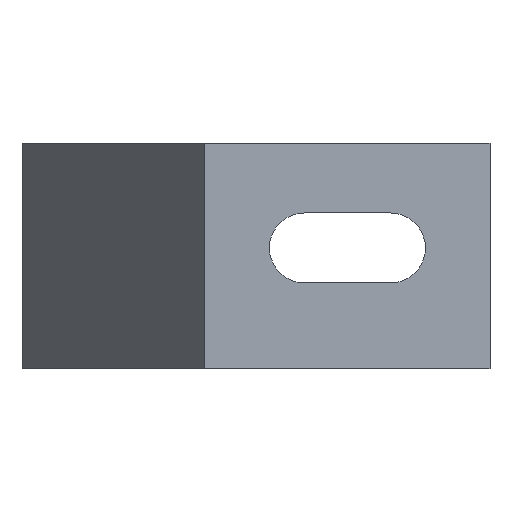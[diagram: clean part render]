
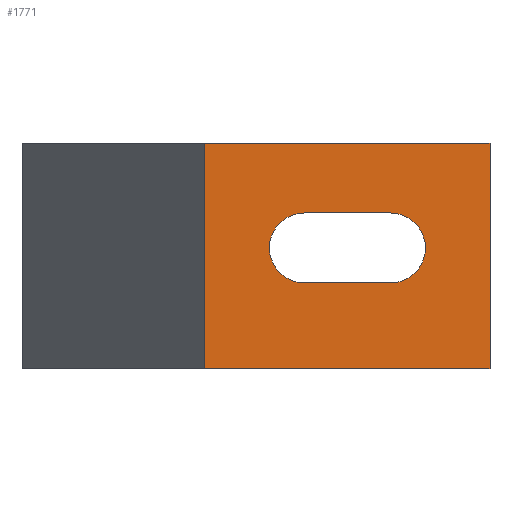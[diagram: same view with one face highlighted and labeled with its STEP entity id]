
A CAD part, front view. The second image highlights one B-rep face of the part: STEP entity #1771.
In plain terms, the highlighted planar face has unit normal (0, 1, 0).
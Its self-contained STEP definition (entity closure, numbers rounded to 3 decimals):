
#14 = CARTESIAN_POINT ( 'NONE',  ( 87., 0., 19.5 ) ) ;
#21 = DIRECTION ( 'NONE',  ( -1., 0., 0. ) ) ;
#79 = CARTESIAN_POINT ( 'NONE',  ( 87., 0., -6.5 ) ) ;
#106 = EDGE_LOOP ( 'NONE', ( #1602, #1436, #2274, #898 ) ) ;
#164 = VERTEX_POINT ( 'NONE', #2454 ) ;
#185 = LINE ( 'NONE', #1113, #2428 ) ;
#224 = DIRECTION ( 'NONE',  ( 0., 0., -1. ) ) ;
#302 = CARTESIAN_POINT ( 'NONE',  ( 87., 0., -22.5 ) ) ;
#333 = LINE ( 'NONE', #1074, #2745 ) ;
#349 = FACE_BOUND ( 'NONE', #482, .T. ) ;
#362 = DIRECTION ( 'NONE',  ( 0., 0., -1. ) ) ;
#371 = VERTEX_POINT ( 'NONE', #302 ) ;
#482 = EDGE_LOOP ( 'NONE', ( #1755, #1223, #588, #1199 ) ) ;
#507 = CARTESIAN_POINT ( 'NONE',  ( 34., 0., 19.5 ) ) ;
#548 = VERTEX_POINT ( 'NONE', #1272 ) ;
#588 = ORIENTED_EDGE ( 'NONE', *, *, #1067, .F. ) ;
#590 = DIRECTION ( 'NONE',  ( 0., 1., 0. ) ) ;
#689 = DIRECTION ( 'NONE',  ( 1., 0., 0. ) ) ;
#794 = VERTEX_POINT ( 'NONE', #507 ) ;
#889 = LINE ( 'NONE', #79, #1561 ) ;
#898 = ORIENTED_EDGE ( 'NONE', *, *, #2773, .T. ) ;
#917 = DIRECTION ( 'NONE',  ( 1., 0., 0. ) ) ;
#1067 = EDGE_CURVE ( 'NONE', #1274, #548, #889, .T. ) ;
#1074 = CARTESIAN_POINT ( 'NONE',  ( 34., 0., -22.5 ) ) ;
#1113 = CARTESIAN_POINT ( 'NONE',  ( 0., 0., -22.5 ) ) ;
#1123 = CARTESIAN_POINT ( 'NONE',  ( 34., 0., -22.5 ) ) ;
#1154 = CARTESIAN_POINT ( 'NONE',  ( 87., 0., -22.5 ) ) ;
#1199 = ORIENTED_EDGE ( 'NONE', *, *, #1761, .F. ) ;
#1223 = ORIENTED_EDGE ( 'NONE', *, *, #2519, .F. ) ;
#1251 = FACE_OUTER_BOUND ( 'NONE', #106, .T. ) ;
#1272 = CARTESIAN_POINT ( 'NONE',  ( 52.5, 0., -6.5 ) ) ;
#1274 = VERTEX_POINT ( 'NONE', #2611 ) ;
#1335 = CARTESIAN_POINT ( 'NONE',  ( 68.5, 0., 0. ) ) ;
#1363 = CARTESIAN_POINT ( 'NONE',  ( 87., 0., -22.5 ) ) ;
#1371 = DIRECTION ( 'NONE',  ( 0., 1., 0. ) ) ;
#1436 = ORIENTED_EDGE ( 'NONE', *, *, #2042, .T. ) ;
#1478 = LINE ( 'NONE', #14, #1762 ) ;
#1514 = VECTOR ( 'NONE', #689, 1000. ) ;
#1524 = DIRECTION ( 'NONE',  ( 0., 0., 1. ) ) ;
#1546 = AXIS2_PLACEMENT_3D ( 'NONE', #1335, #1371, #1583 ) ;
#1561 = VECTOR ( 'NONE', #2751, 1000. ) ;
#1577 = DIRECTION ( 'NONE',  ( 0., -1., 0. ) ) ;
#1583 = DIRECTION ( 'NONE',  ( 0., 0., -1. ) ) ;
#1602 = ORIENTED_EDGE ( 'NONE', *, *, #2652, .F. ) ;
#1755 = ORIENTED_EDGE ( 'NONE', *, *, #2374, .F. ) ;
#1761 = EDGE_CURVE ( 'NONE', #164, #1274, #2363, .T. ) ;
#1762 = VECTOR ( 'NONE', #21, 1000. ) ;
#1771 = ADVANCED_FACE ( 'NONE', ( #349, #1251 ), #2239, .F. ) ;
#1898 = VERTEX_POINT ( 'NONE', #2100 ) ;
#2022 = AXIS2_PLACEMENT_3D ( 'NONE', #2186, #590, #362 ) ;
#2042 = EDGE_CURVE ( 'NONE', #2371, #794, #333, .T. ) ;
#2067 = LINE ( 'NONE', #2854, #1514 ) ;
#2100 = CARTESIAN_POINT ( 'NONE',  ( 52.5, 0., 6.5 ) ) ;
#2104 = CIRCLE ( 'NONE', #2022, 6.5 ) ;
#2161 = VECTOR ( 'NONE', #2515, 1000. ) ;
#2186 = CARTESIAN_POINT ( 'NONE',  ( 52.5, 0., 0. ) ) ;
#2239 = PLANE ( 'NONE',  #2314 ) ;
#2274 = ORIENTED_EDGE ( 'NONE', *, *, #2732, .F. ) ;
#2314 = AXIS2_PLACEMENT_3D ( 'NONE', #1154, #1577, #224 ) ;
#2363 = CIRCLE ( 'NONE', #1546, 6.5 ) ;
#2371 = VERTEX_POINT ( 'NONE', #1123 ) ;
#2374 = EDGE_CURVE ( 'NONE', #1898, #164, #2067, .T. ) ;
#2428 = VECTOR ( 'NONE', #917, 1000. ) ;
#2454 = CARTESIAN_POINT ( 'NONE',  ( 68.5, 0., 6.5 ) ) ;
#2515 = DIRECTION ( 'NONE',  ( 0., 0., -1. ) ) ;
#2519 = EDGE_CURVE ( 'NONE', #548, #1898, #2104, .T. ) ;
#2566 = VERTEX_POINT ( 'NONE', #2770 ) ;
#2611 = CARTESIAN_POINT ( 'NONE',  ( 68.5, 0., -6.5 ) ) ;
#2652 = EDGE_CURVE ( 'NONE', #2371, #371, #185, .T. ) ;
#2702 = LINE ( 'NONE', #1363, #2161 ) ;
#2732 = EDGE_CURVE ( 'NONE', #2566, #794, #1478, .T. ) ;
#2745 = VECTOR ( 'NONE', #1524, 1000. ) ;
#2751 = DIRECTION ( 'NONE',  ( -1., 0., 0. ) ) ;
#2770 = CARTESIAN_POINT ( 'NONE',  ( 87., 0., 19.5 ) ) ;
#2773 = EDGE_CURVE ( 'NONE', #2566, #371, #2702, .T. ) ;
#2854 = CARTESIAN_POINT ( 'NONE',  ( 87., 0., 6.5 ) ) ;
